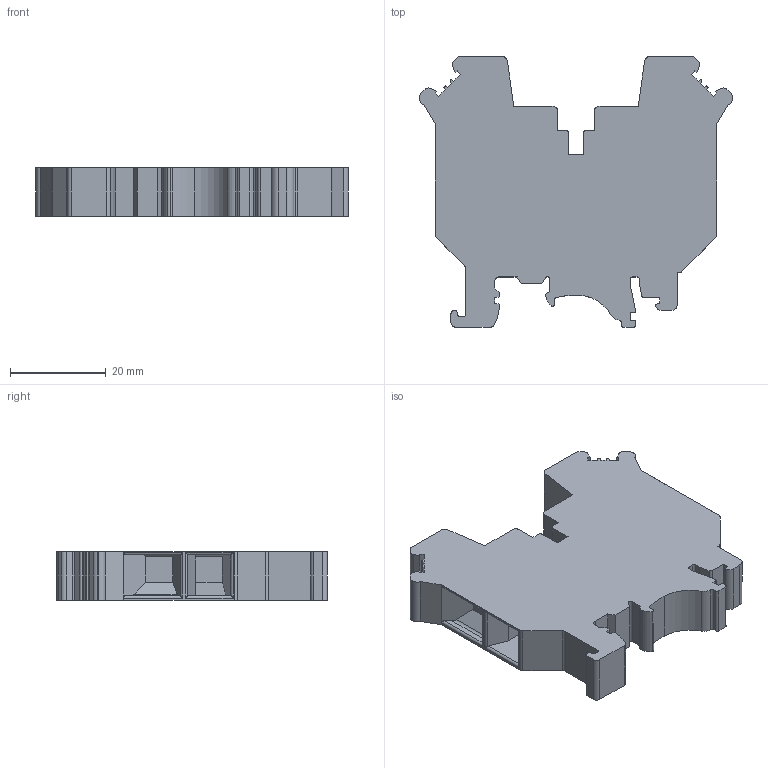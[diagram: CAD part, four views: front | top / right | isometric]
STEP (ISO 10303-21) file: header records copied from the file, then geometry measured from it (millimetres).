
FILE_DESCRIPTION((''),'2;1');
FILE_NAME('UKJ-10_2_2','2021-11-18T',('Administrator'),(''),'PRO/ENGINEER BY PARAMETRIC TECHNOLOGY CORPORATION, 2013230','PRO/ENGINEER BY PARAMETRIC TECHNOLOGY CORPORATION, 2013230','');
FILE_SCHEMA(('AUTOMOTIVE_DESIGN { 1 0 10303 214 1 1 1 1 }'));
Length unit declared in the file: millimetre
Products named in the file (1): UKJ-10_2_2
Bounding box: 65.3 x 56.5 x 10.2 mm (x, y, z)
Volume: 22236.9 mm3; surface area: 9947.9 mm2
Topology: 1 solids, 1 shells, 209 faces, 622 edges, 421 vertices
Faces by surface type: plane 134, cylinder 75
Entity records: 7163 total; most frequent: CARTESIAN_POINT 1392, ORIENTED_EDGE 1244, DIRECTION 1141, EDGE_CURVE 622, VECTOR 449, LINE 449, VERTEX_POINT 421, AXIS2_PLACEMENT_3D 346
